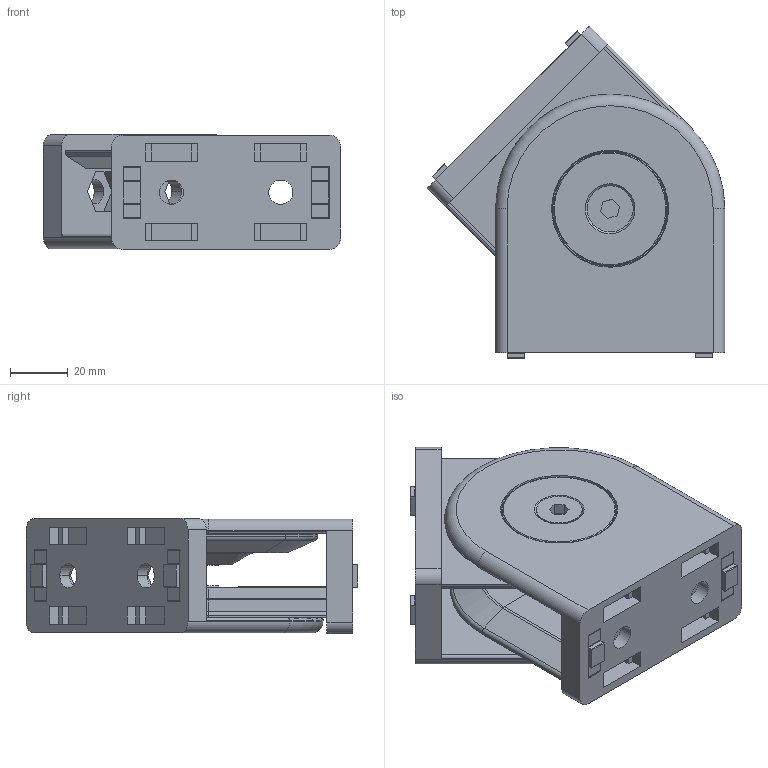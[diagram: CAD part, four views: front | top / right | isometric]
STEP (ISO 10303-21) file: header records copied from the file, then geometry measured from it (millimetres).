
FILE_DESCRIPTION (( 'STEP AP214' ), '1' );
FILE_NAME ('FIXE08E1046-Articulation réglable 8 80x40.step', '2023-03-24T09:27:48', ( 'Altae' ), ( '' ), 'SwSTEP 2.0', 'SolidWorks 2021', '' );
FILE_SCHEMA (( 'AUTOMOTIVE_DESIGN' ));
Length unit declared in the file: millimetre
Products named in the file (6): 02^FIXE08E1046-Articulation réglable 8 80x40; 01^FIXE08E1046-Articulation réglable 8 80x40; 03^FIXE08E1046-Articulation réglable 8 80x40; 05^FIXE08E1046-Articulation réglable 8 80x40; 04^FIXE08E1046-Articulation réglable 8 80x40; FIXE08E1046-Articulation réglable 8 80x40
Assembly tree (12 placements, depth 2):
  FIXE08E1046-Articulation réglable 8 80x40
    01^FIXE08E1046-Articulation réglable 8 80x40  x2
    02^FIXE08E1046-Articulation réglable 8 80x40  x2
    03^FIXE08E1046-Articulation réglable 8 80x40  x2
    04^FIXE08E1046-Articulation réglable 8 80x40  x2
    05^FIXE08E1046-Articulation réglable 8 80x40  x4
Bounding box: 103.3 x 115.3 x 40 mm (x, y, z)
Volume: 164217.8 mm3; surface area: 85211 mm2
Topology: 12 solids, 12 shells, 722 faces, 1864 edges, 1216 vertices
Faces by surface type: plane 364, cylinder 212, torus 76, cone 70
Entity records: 11373 total; most frequent: CARTESIAN_POINT 2399, DIRECTION 1807, ORIENTED_EDGE 1708, EDGE_CURVE 854, AXIS2_PLACEMENT_3D 666, VERTEX_POINT 556, LINE 475, VECTOR 475
